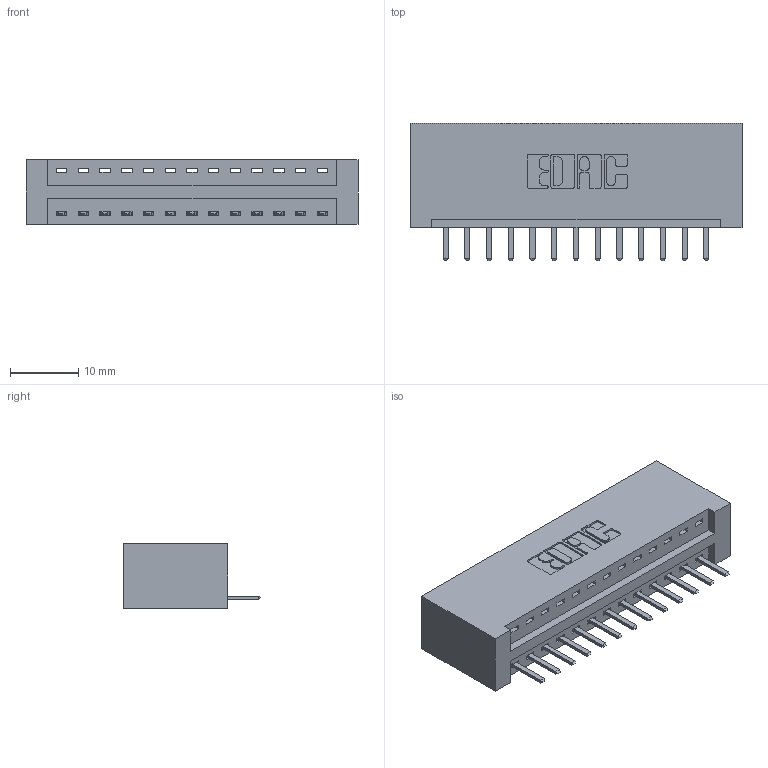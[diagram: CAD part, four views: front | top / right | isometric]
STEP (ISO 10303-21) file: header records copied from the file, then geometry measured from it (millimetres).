
FILE_DESCRIPTION (( 'STEP AP203' ), '1' );
FILE_NAME ('346-013-520-101.STEP', '2022-05-05T03:53:41', ( '' ), ( '' ), 'SwSTEP 2.0', 'SolidWorks 2020', '' );
FILE_SCHEMA (( 'CONFIG_CONTROL_DESIGN' ));
Length unit declared in the file: inch
Products named in the file (3): 345-292-001_345-293-120; 346 Part_No Mounting Lugs; 346-013-520-101
Assembly tree (14 placements, depth 2):
  346-013-520-101
    346 Part_No Mounting Lugs
    345-292-001_345-293-120  x13
Bounding box: 48.51 x 20.02 x 9.4 mm (x, y, z)
Volume: 4956.1 mm3; surface area: 5831.8 mm2
Topology: 14 solids, 14 shells, 920 faces, 2697 edges, 1762 vertices
Faces by surface type: plane 618, cylinder 302
Entity records: 11809 total; most frequent: CARTESIAN_POINT 2051, ORIENTED_EDGE 1986, DIRECTION 1827, EDGE_CURVE 993, VECTOR 813, LINE 813, VERTEX_POINT 658, AXIS2_PLACEMENT_3D 507
